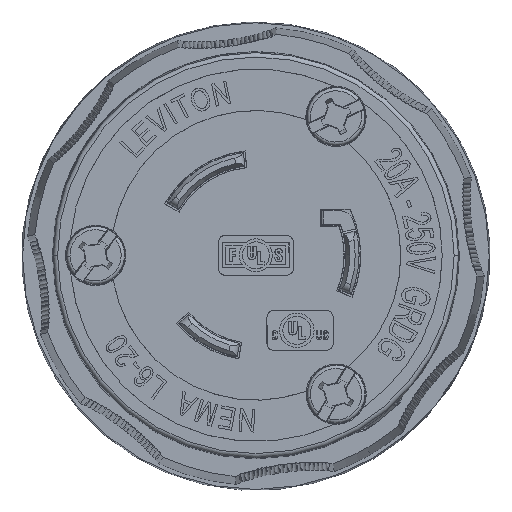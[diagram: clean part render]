
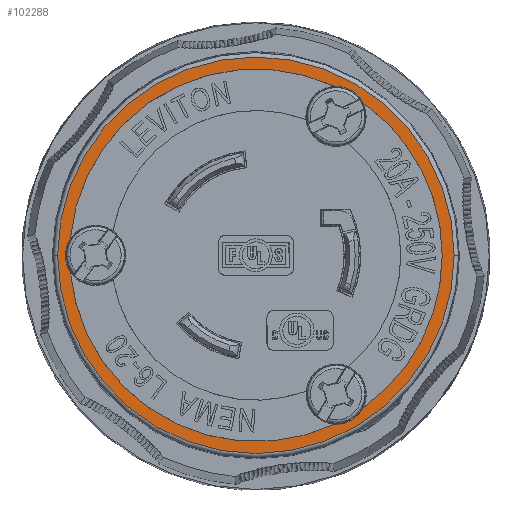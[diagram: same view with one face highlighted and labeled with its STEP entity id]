
A CAD part, top view. The second image highlights one B-rep face of the part: STEP entity #102288.
In plain terms, the highlighted planar face has unit normal (0, 0, 1).
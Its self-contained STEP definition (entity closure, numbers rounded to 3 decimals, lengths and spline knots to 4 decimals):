
#2003 = DIRECTION ( 'NONE',  ( 0., 0., 1. ) ) ;
#2475 = CARTESIAN_POINT ( 'NONE',  ( 0., 0., 0. ) ) ;
#3112 = CARTESIAN_POINT ( 'NONE',  ( 0.8437, 0.0005, 0. ) ) ;
#3380 = PLANE ( 'NONE',  #71217 ) ;
#5393 = VERTEX_POINT ( 'NONE', #113677 ) ;
#5944 = DIRECTION ( 'NONE',  ( 1., 0.001, 0. ) ) ;
#6555 = ORIENTED_EDGE ( 'NONE', *, *, #133017, .T. ) ;
#6567 = AXIS2_PLACEMENT_3D ( 'NONE', #35758, #76090, #12935 ) ;
#7152 = CARTESIAN_POINT ( 'NONE',  ( 0.8977, 0.0005, 0. ) ) ;
#9415 = CARTESIAN_POINT ( 'NONE',  ( -0.8404, 0.0742, 0. ) ) ;
#10374 = EDGE_LOOP ( 'NONE', ( #6555, #57749 ) ) ;
#10747 = VERTEX_POINT ( 'NONE', #9415 ) ;
#10962 = EDGE_CURVE ( 'NONE', #5393, #51404, #108517, .T. ) ;
#12935 = DIRECTION ( 'NONE',  ( 1., 0.001, 0. ) ) ;
#15080 = DIRECTION ( 'NONE',  ( 0., 0., 1. ) ) ;
#16191 = DIRECTION ( 'NONE',  ( 1., 0.001, 0. ) ) ;
#17666 = EDGE_CURVE ( 'NONE', #40610, #116758, #98679, .T. ) ;
#18804 = VERTEX_POINT ( 'NONE', #54122 ) ;
#19303 = EDGE_CURVE ( 'NONE', #116758, #5393, #43453, .T. ) ;
#23479 = EDGE_LOOP ( 'NONE', ( #94498, #53074, #101406, #51170, #45879, #41832, #32426, #120435 ) ) ;
#26588 = CIRCLE ( 'NONE', #66405, 0.8977 ) ;
#27704 = AXIS2_PLACEMENT_3D ( 'NONE', #90027, #15080, #133042 ) ;
#28201 = EDGE_CURVE ( 'NONE', #10747, #92943, #120058, .T. ) ;
#30521 = CIRCLE ( 'NONE', #108082, 0.8437 ) ;
#31354 = CIRCLE ( 'NONE', #71139, 0.1366 ) ;
#32426 = ORIENTED_EDGE ( 'NONE', *, *, #28201, .F. ) ;
#33679 = EDGE_CURVE ( 'NONE', #70082, #10747, #30521, .T. ) ;
#35169 = CARTESIAN_POINT ( 'NONE',  ( 0.3627, 0.6289, 0. ) ) ;
#35758 = CARTESIAN_POINT ( 'NONE',  ( 0., 0., 0. ) ) ;
#37175 = CARTESIAN_POINT ( 'NONE',  ( 0.3633, -0.6285, 0. ) ) ;
#40278 = AXIS2_PLACEMENT_3D ( 'NONE', #111427, #119781, #5944 ) ;
#40610 = VERTEX_POINT ( 'NONE', #93440 ) ;
#41832 = ORIENTED_EDGE ( 'NONE', *, *, #113109, .F. ) ;
#43453 = CIRCLE ( 'NONE', #52318, 0.1366 ) ;
#44015 = EDGE_CURVE ( 'NONE', #71757, #67551, #124193, .T. ) ;
#45879 = ORIENTED_EDGE ( 'NONE', *, *, #17666, .F. ) ;
#48506 = DIRECTION ( 'NONE',  ( 0., 0., 1. ) ) ;
#49180 = DIRECTION ( 'NONE',  ( 0., 0., 1. ) ) ;
#51170 = ORIENTED_EDGE ( 'NONE', *, *, #19303, .F. ) ;
#51404 = VERTEX_POINT ( 'NONE', #3112 ) ;
#52114 = CIRCLE ( 'NONE', #27704, 0.1366 ) ;
#52318 = AXIS2_PLACEMENT_3D ( 'NONE', #37175, #101737, #80250 ) ;
#53074 = ORIENTED_EDGE ( 'NONE', *, *, #77111, .F. ) ;
#54122 = CARTESIAN_POINT ( 'NONE',  ( 0.4845, 0.6907, 0. ) ) ;
#55344 = CARTESIAN_POINT ( 'NONE',  ( 0., 0., 0. ) ) ;
#55801 = AXIS2_PLACEMENT_3D ( 'NONE', #131775, #49180, #79033 ) ;
#56688 = DIRECTION ( 'NONE',  ( 1., 0.001, 0. ) ) ;
#56841 = CARTESIAN_POINT ( 'NONE',  ( 0., 0., 0. ) ) ;
#57749 = ORIENTED_EDGE ( 'NONE', *, *, #44015, .T. ) ;
#59204 = CARTESIAN_POINT ( 'NONE',  ( 0., 0., 0. ) ) ;
#62215 = EDGE_CURVE ( 'NONE', #18804, #70082, #31354, .T. ) ;
#65186 = FACE_OUTER_BOUND ( 'NONE', #10374, .T. ) ;
#66405 = AXIS2_PLACEMENT_3D ( 'NONE', #2475, #129520, #77484 ) ;
#67093 = DIRECTION ( 'NONE',  ( 0., 0., 1. ) ) ;
#67551 = VERTEX_POINT ( 'NONE', #7152 ) ;
#68452 = DIRECTION ( 'NONE',  ( 1., 0.001, 0. ) ) ;
#69658 = CARTESIAN_POINT ( 'NONE',  ( 0.3559, -0.765, 0. ) ) ;
#69810 = AXIS2_PLACEMENT_3D ( 'NONE', #55344, #109409, #56688 ) ;
#70082 = VERTEX_POINT ( 'NONE', #112928 ) ;
#70308 = CARTESIAN_POINT ( 'NONE',  ( -0.8977, -0.0005, 0. ) ) ;
#71139 = AXIS2_PLACEMENT_3D ( 'NONE', #35169, #67093, #68452 ) ;
#71217 = AXIS2_PLACEMENT_3D ( 'NONE', #56841, #2003, #130428 ) ;
#71657 = DIRECTION ( 'NONE',  ( 0., 0., 1. ) ) ;
#71757 = VERTEX_POINT ( 'NONE', #70308 ) ;
#74110 = AXIS2_PLACEMENT_3D ( 'NONE', #59204, #71657, #16191 ) ;
#76090 = DIRECTION ( 'NONE',  ( 0., 0., 1. ) ) ;
#77111 = EDGE_CURVE ( 'NONE', #51404, #18804, #133960, .T. ) ;
#77484 = DIRECTION ( 'NONE',  ( 1., 0.001, 0. ) ) ;
#79033 = DIRECTION ( 'NONE',  ( 1., 0.001, 0. ) ) ;
#80250 = DIRECTION ( 'NONE',  ( 1., 0.001, 0. ) ) ;
#90027 = CARTESIAN_POINT ( 'NONE',  ( -0.726, -0.0004, 0. ) ) ;
#92854 = CARTESIAN_POINT ( 'NONE',  ( 0., 0., 0. ) ) ;
#92943 = VERTEX_POINT ( 'NONE', #96868 ) ;
#93440 = CARTESIAN_POINT ( 'NONE',  ( -0.8404, -0.0752, 0. ) ) ;
#94498 = ORIENTED_EDGE ( 'NONE', *, *, #62215, .F. ) ;
#96868 = CARTESIAN_POINT ( 'NONE',  ( -0.8626, -0.0005, 0. ) ) ;
#98679 = CIRCLE ( 'NONE', #69810, 0.8437 ) ;
#101406 = ORIENTED_EDGE ( 'NONE', *, *, #10962, .F. ) ;
#101737 = DIRECTION ( 'NONE',  ( 0., 0., 1. ) ) ;
#102288 = ADVANCED_FACE ( 'NONE', ( #65186, #117935 ), #3380, .T. ) ;
#108082 = AXIS2_PLACEMENT_3D ( 'NONE', #92854, #48506, #135216 ) ;
#108517 = CIRCLE ( 'NONE', #6567, 0.8437 ) ;
#109409 = DIRECTION ( 'NONE',  ( 0., 0., 1. ) ) ;
#111427 = CARTESIAN_POINT ( 'NONE',  ( 0., 0., 0. ) ) ;
#112928 = CARTESIAN_POINT ( 'NONE',  ( 0.3551, 0.7654, 0. ) ) ;
#113109 = EDGE_CURVE ( 'NONE', #92943, #40610, #52114, .T. ) ;
#113677 = CARTESIAN_POINT ( 'NONE',  ( 0.4853, -0.6902, 0. ) ) ;
#116758 = VERTEX_POINT ( 'NONE', #69658 ) ;
#117935 = FACE_BOUND ( 'NONE', #23479, .T. ) ;
#119781 = DIRECTION ( 'NONE',  ( 0., 0., 1. ) ) ;
#120058 = CIRCLE ( 'NONE', #55801, 0.1366 ) ;
#120435 = ORIENTED_EDGE ( 'NONE', *, *, #33679, .F. ) ;
#124193 = CIRCLE ( 'NONE', #40278, 0.8977 ) ;
#129520 = DIRECTION ( 'NONE',  ( 0., 0., 1. ) ) ;
#130428 = DIRECTION ( 'NONE',  ( 1., 0.001, 0. ) ) ;
#131775 = CARTESIAN_POINT ( 'NONE',  ( -0.726, -0.0004, 0. ) ) ;
#133017 = EDGE_CURVE ( 'NONE', #67551, #71757, #26588, .T. ) ;
#133042 = DIRECTION ( 'NONE',  ( 1., 0.001, 0. ) ) ;
#133960 = CIRCLE ( 'NONE', #74110, 0.8437 ) ;
#135216 = DIRECTION ( 'NONE',  ( 1., 0.001, 0. ) ) ;
